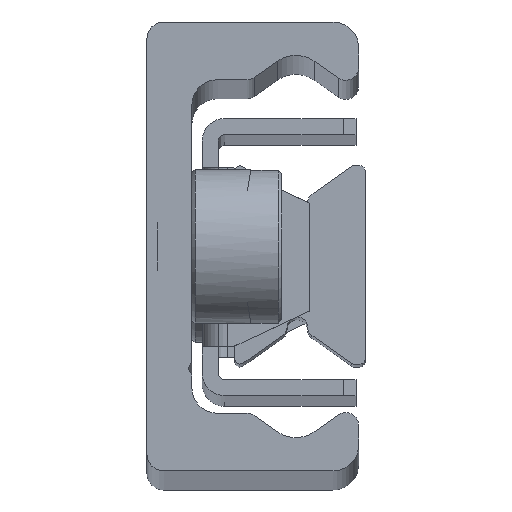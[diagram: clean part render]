
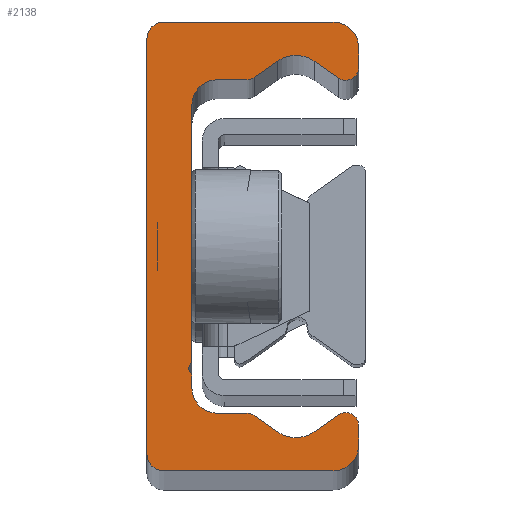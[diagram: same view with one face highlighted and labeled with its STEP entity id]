
A CAD part, top view. The second image highlights one B-rep face of the part: STEP entity #2138.
In plain terms, the highlighted planar face has unit normal (0, 0, 1).
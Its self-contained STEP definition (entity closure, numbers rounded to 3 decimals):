
#1200=CARTESIAN_POINT('',(0.0,16.2,850.0));
#1201=VERTEX_POINT('',#1200);
#1202=CARTESIAN_POINT('',(1.3,17.5,850.0));
#1203=VERTEX_POINT('',#1202);
#1204=CARTESIAN_POINT('',(1.3,16.2,850.0));
#1205=DIRECTION('',(0.0,0.0,-1.0));
#1206=DIRECTION('',(0.0,-1.0,0.0));
#1207=AXIS2_PLACEMENT_3D('',#1204,#1205,#1206);
#1208=CIRCLE('',#1207,1.3);
#1209=EDGE_CURVE('',#1201,#1203,#1208,.T.);
#1242=CARTESIAN_POINT('',(14.5,17.5,850.0));
#1243=VERTEX_POINT('',#1242);
#1244=CARTESIAN_POINT('',(1.3,17.5,850.0));
#1245=DIRECTION('',(1.0,0.0,0.0));
#1246=VECTOR('',#1245,13.2);
#1247=LINE('',#1244,#1246);
#1248=EDGE_CURVE('',#1203,#1243,#1247,.T.);
#1273=CARTESIAN_POINT('',(16.5,15.5,850.0));
#1274=VERTEX_POINT('',#1273);
#1275=CARTESIAN_POINT('',(14.5,15.5,850.0));
#1276=DIRECTION('',(0.0,0.0,-1.0));
#1277=DIRECTION('',(-1.0,0.0,0.0));
#1278=AXIS2_PLACEMENT_3D('',#1275,#1276,#1277);
#1279=CIRCLE('',#1278,2.);
#1280=EDGE_CURVE('',#1243,#1274,#1279,.T.);
#1306=CARTESIAN_POINT('',(16.5,13.946,850.0));
#1307=VERTEX_POINT('',#1306);
#1308=CARTESIAN_POINT('',(16.5,15.5,850.0));
#1309=DIRECTION('',(0.0,-1.0,0.0));
#1310=VECTOR('',#1309,1.554);
#1311=LINE('',#1308,#1310);
#1312=EDGE_CURVE('',#1274,#1307,#1311,.T.);
#1337=CARTESIAN_POINT('',(14.926,13.127,850.0));
#1338=VERTEX_POINT('',#1337);
#1339=CARTESIAN_POINT('',(15.5,13.946,850.0));
#1340=DIRECTION('',(0.0,0.0,-1.0));
#1341=DIRECTION('',(0.574,0.819,0.0));
#1342=AXIS2_PLACEMENT_3D('',#1339,#1340,#1341);
#1343=CIRCLE('',#1342,1.0);
#1344=EDGE_CURVE('',#1307,#1338,#1343,.T.);
#1370=CARTESIAN_POINT('',(13.034,14.452,850.0));
#1371=VERTEX_POINT('',#1370);
#1372=CARTESIAN_POINT('',(14.926,13.127,850.0));
#1373=DIRECTION('',(-0.819,0.574,0.0));
#1374=VECTOR('',#1373,2.31);
#1375=LINE('',#1372,#1374);
#1376=EDGE_CURVE('',#1338,#1371,#1375,.T.);
#1401=CARTESIAN_POINT('',(10.166,14.452,850.0));
#1402=VERTEX_POINT('',#1401);
#1403=CARTESIAN_POINT('',(11.6,12.404,850.0));
#1404=DIRECTION('',(0.0,0.0,1.0));
#1405=DIRECTION('',(0.574,0.819,0.0));
#1406=AXIS2_PLACEMENT_3D('',#1403,#1404,#1405);
#1407=CIRCLE('',#1406,2.5);
#1408=EDGE_CURVE('',#1371,#1402,#1407,.T.);
#1434=CARTESIAN_POINT('',(8.351,13.181,850.0));
#1435=VERTEX_POINT('',#1434);
#1436=CARTESIAN_POINT('',(10.166,14.452,850.0));
#1437=DIRECTION('',(-0.819,-0.574,0.0));
#1438=VECTOR('',#1437,2.216);
#1439=LINE('',#1436,#1438);
#1440=EDGE_CURVE('',#1402,#1435,#1439,.T.);
#1465=CARTESIAN_POINT('',(7.777,13.,850.0));
#1466=VERTEX_POINT('',#1465);
#1467=CARTESIAN_POINT('',(7.777,14.,850.0));
#1468=DIRECTION('',(0.0,0.0,-1.0));
#1469=DIRECTION('',(0.0,1.0,0.0));
#1470=AXIS2_PLACEMENT_3D('',#1467,#1468,#1469);
#1471=CIRCLE('',#1470,1.);
#1472=EDGE_CURVE('',#1435,#1466,#1471,.T.);
#1498=CARTESIAN_POINT('',(5.5,13.,850.0));
#1499=VERTEX_POINT('',#1498);
#1500=CARTESIAN_POINT('',(7.777,13.,850.0));
#1501=DIRECTION('',(-1.0,0.0,0.0));
#1502=VECTOR('',#1501,2.277);
#1503=LINE('',#1500,#1502);
#1504=EDGE_CURVE('',#1466,#1499,#1503,.T.);
#1529=CARTESIAN_POINT('',(3.5,11.,850.0));
#1530=VERTEX_POINT('',#1529);
#1531=CARTESIAN_POINT('',(5.5,11.,850.0));
#1532=DIRECTION('',(0.0,0.0,1.0));
#1533=DIRECTION('',(0.0,1.0,0.0));
#1534=AXIS2_PLACEMENT_3D('',#1531,#1532,#1533);
#1535=CIRCLE('',#1534,2.0);
#1536=EDGE_CURVE('',#1499,#1530,#1535,.T.);
#1562=CARTESIAN_POINT('',(3.5,-9.067,850.0));
#1563=VERTEX_POINT('',#1562);
#1564=CARTESIAN_POINT('',(3.5,11.,850.0));
#1565=DIRECTION('',(0.0,-1.0,0.0));
#1566=VECTOR('',#1565,20.067);
#1567=LINE('',#1564,#1566);
#1568=EDGE_CURVE('',#1530,#1563,#1567,.T.);
#1632=CARTESIAN_POINT('',(3.5,-9.933,850.0));
#1633=VERTEX_POINT('',#1632);
#1634=CARTESIAN_POINT('',(3.75,-9.5,850.0));
#1635=DIRECTION('',(0.0,0.0,1.0));
#1636=DIRECTION('',(-0.5,0.866,0.0));
#1637=AXIS2_PLACEMENT_3D('',#1634,#1635,#1636);
#1638=CIRCLE('',#1637,0.5);
#1639=EDGE_CURVE('',#1563,#1633,#1638,.T.);
#1665=CARTESIAN_POINT('',(3.5,-11.,850.0));
#1666=VERTEX_POINT('',#1665);
#1667=CARTESIAN_POINT('',(3.5,-9.933,850.0));
#1668=DIRECTION('',(0.0,-1.0,0.0));
#1669=VECTOR('',#1668,1.067);
#1670=LINE('',#1667,#1669);
#1671=EDGE_CURVE('',#1633,#1666,#1670,.T.);
#1696=CARTESIAN_POINT('',(5.5,-13.,850.0));
#1697=VERTEX_POINT('',#1696);
#1698=CARTESIAN_POINT('',(5.5,-11.,850.0));
#1699=DIRECTION('',(0.0,0.0,1.0));
#1700=DIRECTION('',(-1.0,0.0,0.0));
#1701=AXIS2_PLACEMENT_3D('',#1698,#1699,#1700);
#1702=CIRCLE('',#1701,2.0);
#1703=EDGE_CURVE('',#1666,#1697,#1702,.T.);
#1729=CARTESIAN_POINT('',(7.777,-13.,850.0));
#1730=VERTEX_POINT('',#1729);
#1731=CARTESIAN_POINT('',(5.5,-13.,850.0));
#1732=DIRECTION('',(1.0,0.0,0.0));
#1733=VECTOR('',#1732,2.277);
#1734=LINE('',#1731,#1733);
#1735=EDGE_CURVE('',#1697,#1730,#1734,.T.);
#1760=CARTESIAN_POINT('',(8.351,-13.181,850.0));
#1761=VERTEX_POINT('',#1760);
#1762=CARTESIAN_POINT('',(7.777,-14.0,850.0));
#1763=DIRECTION('',(0.0,0.0,-1.0));
#1764=DIRECTION('',(-0.574,-0.819,0.0));
#1765=AXIS2_PLACEMENT_3D('',#1762,#1763,#1764);
#1766=CIRCLE('',#1765,1.);
#1767=EDGE_CURVE('',#1730,#1761,#1766,.T.);
#1793=CARTESIAN_POINT('',(10.166,-14.452,850.0));
#1794=VERTEX_POINT('',#1793);
#1795=CARTESIAN_POINT('',(8.351,-13.181,850.0));
#1796=DIRECTION('',(0.819,-0.574,0.0));
#1797=VECTOR('',#1796,2.216);
#1798=LINE('',#1795,#1797);
#1799=EDGE_CURVE('',#1761,#1794,#1798,.T.);
#1824=CARTESIAN_POINT('',(13.034,-14.452,850.0));
#1825=VERTEX_POINT('',#1824);
#1826=CARTESIAN_POINT('',(11.6,-12.404,850.0));
#1827=DIRECTION('',(0.0,0.0,1.));
#1828=DIRECTION('',(-0.574,-0.819,0.0));
#1829=AXIS2_PLACEMENT_3D('',#1826,#1827,#1828);
#1830=CIRCLE('',#1829,2.5);
#1831=EDGE_CURVE('',#1794,#1825,#1830,.T.);
#1857=CARTESIAN_POINT('',(14.926,-13.127,850.0));
#1858=VERTEX_POINT('',#1857);
#1859=CARTESIAN_POINT('',(13.034,-14.452,850.0));
#1860=DIRECTION('',(0.819,0.574,0.0));
#1861=VECTOR('',#1860,2.31);
#1862=LINE('',#1859,#1861);
#1863=EDGE_CURVE('',#1825,#1858,#1862,.T.);
#1888=CARTESIAN_POINT('',(16.5,-13.946,850.0));
#1889=VERTEX_POINT('',#1888);
#1890=CARTESIAN_POINT('',(15.5,-13.946,850.0));
#1891=DIRECTION('',(0.0,0.0,-1.0));
#1892=DIRECTION('',(-1.0,0.0,0.0));
#1893=AXIS2_PLACEMENT_3D('',#1890,#1891,#1892);
#1894=CIRCLE('',#1893,1.0);
#1895=EDGE_CURVE('',#1858,#1889,#1894,.T.);
#1921=CARTESIAN_POINT('',(16.5,-15.5,850.0));
#1922=VERTEX_POINT('',#1921);
#1923=CARTESIAN_POINT('',(16.5,-13.946,850.0));
#1924=DIRECTION('',(0.0,-1.0,0.0));
#1925=VECTOR('',#1924,1.554);
#1926=LINE('',#1923,#1925);
#1927=EDGE_CURVE('',#1889,#1922,#1926,.T.);
#1952=CARTESIAN_POINT('',(14.5,-17.5,850.0));
#1953=VERTEX_POINT('',#1952);
#1954=CARTESIAN_POINT('',(14.5,-15.5,850.0));
#1955=DIRECTION('',(0.0,0.0,-1.0));
#1956=DIRECTION('',(0.0,1.0,0.0));
#1957=AXIS2_PLACEMENT_3D('',#1954,#1955,#1956);
#1958=CIRCLE('',#1957,2.);
#1959=EDGE_CURVE('',#1922,#1953,#1958,.T.);
#1985=CARTESIAN_POINT('',(1.3,-17.5,850.0));
#1986=VERTEX_POINT('',#1985);
#1987=CARTESIAN_POINT('',(14.5,-17.5,850.0));
#1988=DIRECTION('',(-1.0,0.0,0.0));
#1989=VECTOR('',#1988,13.2);
#1990=LINE('',#1987,#1989);
#1991=EDGE_CURVE('',#1953,#1986,#1990,.T.);
#2016=CARTESIAN_POINT('',(0.0,-16.2,850.0));
#2017=VERTEX_POINT('',#2016);
#2018=CARTESIAN_POINT('',(1.3,-16.2,850.0));
#2019=DIRECTION('',(0.0,0.0,-1.0));
#2020=DIRECTION('',(1.0,0.0,0.0));
#2021=AXIS2_PLACEMENT_3D('',#2018,#2019,#2020);
#2022=CIRCLE('',#2021,1.3);
#2023=EDGE_CURVE('',#1986,#2017,#2022,.T.);
#2049=CARTESIAN_POINT('',(0.0,-16.2,850.0));
#2050=DIRECTION('',(0.0,1.0,0.0));
#2051=VECTOR('',#2050,32.4);
#2052=LINE('',#2049,#2051);
#2053=EDGE_CURVE('',#2017,#1201,#2052,.T.);
#2105=CARTESIAN_POINT('',(5.957,-0.014,850.0));
#2106=DIRECTION('',(0.0,0.0,1.0));
#2107=DIRECTION('',(1.0,0.0,0.0));
#2108=AXIS2_PLACEMENT_3D('',#2105,#2106,#2107);
#2109=PLANE('',#2108);
#2110=ORIENTED_EDGE('',*,*,#1209,.F.);
#2111=ORIENTED_EDGE('',*,*,#2053,.F.);
#2112=ORIENTED_EDGE('',*,*,#2023,.F.);
#2113=ORIENTED_EDGE('',*,*,#1991,.F.);
#2114=ORIENTED_EDGE('',*,*,#1959,.F.);
#2115=ORIENTED_EDGE('',*,*,#1927,.F.);
#2116=ORIENTED_EDGE('',*,*,#1895,.F.);
#2117=ORIENTED_EDGE('',*,*,#1863,.F.);
#2118=ORIENTED_EDGE('',*,*,#1831,.F.);
#2119=ORIENTED_EDGE('',*,*,#1799,.F.);
#2120=ORIENTED_EDGE('',*,*,#1767,.F.);
#2121=ORIENTED_EDGE('',*,*,#1735,.F.);
#2122=ORIENTED_EDGE('',*,*,#1703,.F.);
#2123=ORIENTED_EDGE('',*,*,#1671,.F.);
#2124=ORIENTED_EDGE('',*,*,#1639,.F.);
#2125=ORIENTED_EDGE('',*,*,#1568,.F.);
#2126=ORIENTED_EDGE('',*,*,#1536,.F.);
#2127=ORIENTED_EDGE('',*,*,#1504,.F.);
#2128=ORIENTED_EDGE('',*,*,#1472,.F.);
#2129=ORIENTED_EDGE('',*,*,#1440,.F.);
#2130=ORIENTED_EDGE('',*,*,#1408,.F.);
#2131=ORIENTED_EDGE('',*,*,#1376,.F.);
#2132=ORIENTED_EDGE('',*,*,#1344,.F.);
#2133=ORIENTED_EDGE('',*,*,#1312,.F.);
#2134=ORIENTED_EDGE('',*,*,#1280,.F.);
#2135=ORIENTED_EDGE('',*,*,#1248,.F.);
#2136=EDGE_LOOP('',(#2110,#2111,#2112,#2113,#2114,#2115,#2116,#2117,#2118,#2119,#2120,#2121,#2122,#2123,#2124,#2125,#2126,#2127,#2128,#2129,#2130,#2131,#2132,#2133,#2134,#2135));
#2137=FACE_OUTER_BOUND('',#2136,.T.);
#2138=ADVANCED_FACE('',(#2137),#2109,.T.);
